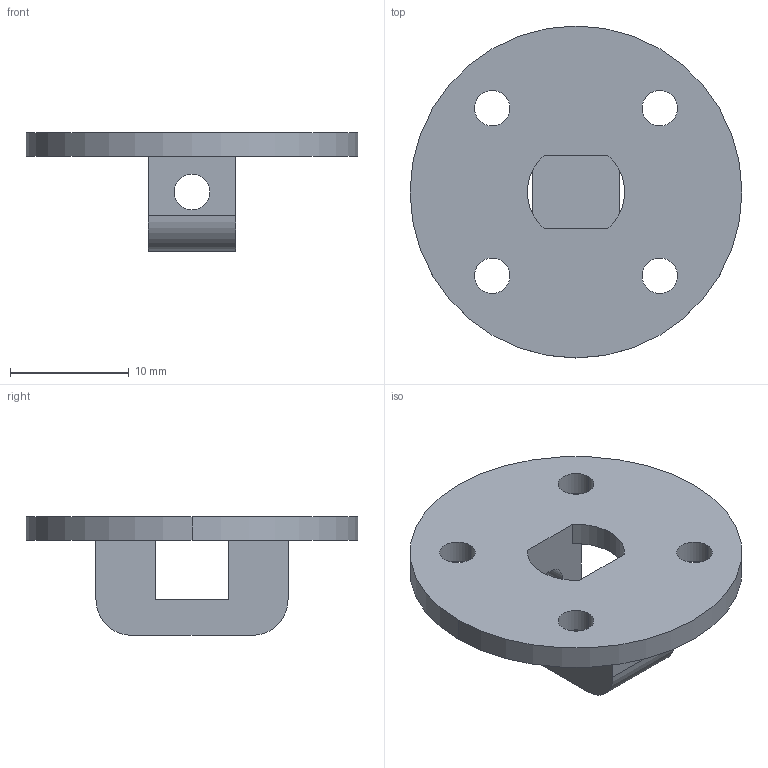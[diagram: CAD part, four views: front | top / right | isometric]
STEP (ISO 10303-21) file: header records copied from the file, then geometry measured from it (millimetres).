
FILE_DESCRIPTION (( 'STEP AP203' ), '1' );
FILE_NAME ('蛌攫粣蟀諉(樓湮.STEP', '2025-09-08T08:16:39', ( '' ), ( '' ), 'SwSTEP 2.0', 'SolidWorks 2025', '' );
FILE_SCHEMA (( 'CONFIG_CONTROL_DESIGN' ));
Length unit declared in the file: millimetre
Products named in the file (1): 转盘轴连接(加大
Bounding box: 28 x 28 x 10 mm (x, y, z)
Volume: 1714.4 mm3; surface area: 1905.5 mm2
Topology: 1 solids, 1 shells, 29 faces, 87 edges, 58 vertices
Faces by surface type: cylinder 19, plane 10
Entity records: 1108 total; most frequent: DIRECTION 185, CARTESIAN_POINT 175, ORIENTED_EDGE 174, EDGE_CURVE 87, AXIS2_PLACEMENT_3D 68, VERTEX_POINT 58, LINE 49, VECTOR 49
